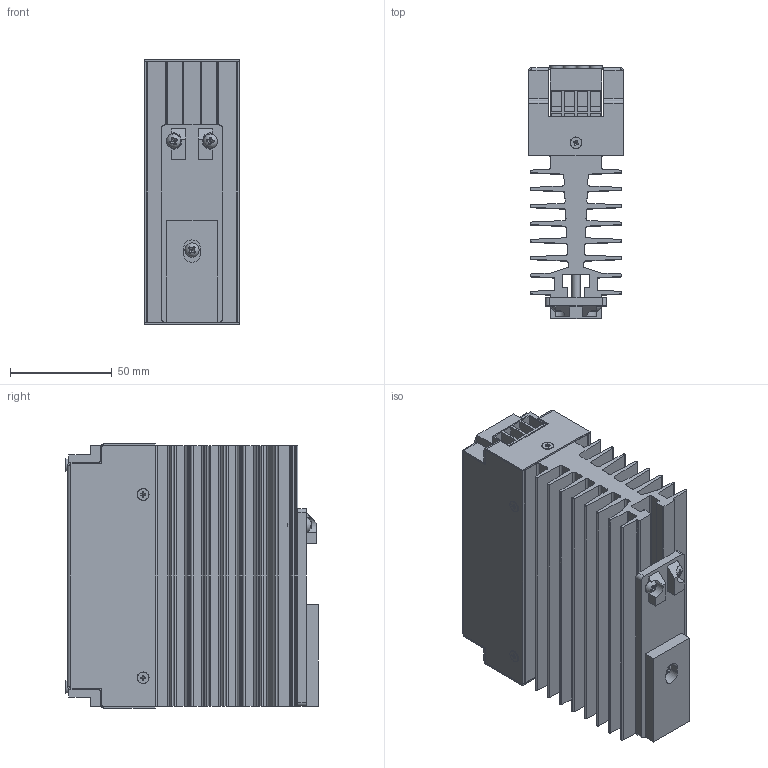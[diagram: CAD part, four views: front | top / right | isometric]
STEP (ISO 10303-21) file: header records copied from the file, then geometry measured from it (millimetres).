
FILE_DESCRIPTION(('STEP AP214'), '1');
FILE_NAME('栖闉罻', '', ('UNSPECIFIED'), ('UNSPECIFIED'), 'ASCON STEP Converter 1.6', 'ASCON Math Kernel', '');
FILE_SCHEMA(('AUTOMOTIVE_DESIGN { 1 0 10303 214 3 1 1}'));
Length unit declared in the file: millimetre
Products named in the file (2): 櫛ち.436122.001 捘
Assembly tree (1 placements, depth 2):
  (unnamed)
    櫛ち.436122.001 捘
Bounding box: 47.1 x 124 x 130.1 mm (x, y, z)
Volume: 284692.7 mm3; surface area: 161494.2 mm2
Topology: 1 solids, 1 shells, 1648 faces, 4562 edges, 3001 vertices
Faces by surface type: plane 1189, cylinder 418, cone 27, sphere 8, bspline 6
Full cylindrical faces by diameter (mm): 3 x10, 3.2 x4, 3.242 x2, 3.4 x4, 4 x1, 4.2 x1, 4.5 x8, 5 x8, 5.5 x5, 5.6 x6, 6 x5, 6.2 x8, 7 x3
Entity records: 66014 total; most frequent: CARTESIAN_POINT 9714, DIRECTION 8933, ORIENTED_EDGE 8920, EDGE_CURVE 4460, LINE 3227, VECTOR 3227, VERTEX_POINT 2999, AXIS2_PLACEMENT_3D 2853
